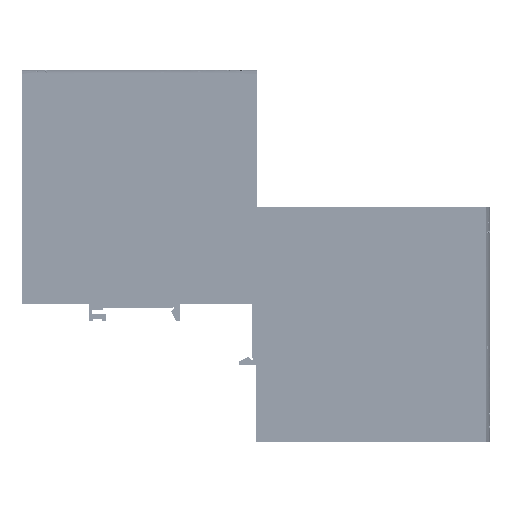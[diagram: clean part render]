
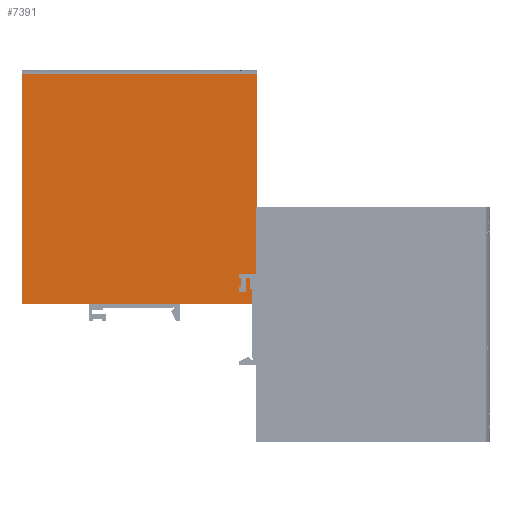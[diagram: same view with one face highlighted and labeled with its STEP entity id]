
A CAD part, left-side view. The second image highlights one B-rep face of the part: STEP entity #7391.
In plain terms, the highlighted planar face has unit normal (-1, 0, 0).
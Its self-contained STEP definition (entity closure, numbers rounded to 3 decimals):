
#7391 = ADVANCED_FACE( '', ( #17709 ), #17710, .T. );
#17709 = FACE_OUTER_BOUND( '', #31537, .T. );
#17710 = PLANE( '', #31538 );
#31537 = EDGE_LOOP( '', ( #56121, #56122, #56123, #56124 ) );
#31538 = AXIS2_PLACEMENT_3D( '', #56125, #56126, #56127 );
#56121 = ORIENTED_EDGE( '', *, *, #84973, .T. );
#56122 = ORIENTED_EDGE( '', *, *, #88426, .T. );
#56123 = ORIENTED_EDGE( '', *, *, #87696, .F. );
#56124 = ORIENTED_EDGE( '', *, *, #91693, .F. );
#56125 = CARTESIAN_POINT( '', ( -28.669, -123.9, -73.769 ) );
#56126 = DIRECTION( '', ( -1., 0., 0. ) );
#56127 = DIRECTION( '', ( 0., 0., 1. ) );
#84973 = EDGE_CURVE( '', #101741, #101749, #101751, .T. );
#87696 = EDGE_CURVE( '', #106518, #106519, #106520, .T. );
#88426 = EDGE_CURVE( '', #101749, #106519, #107725, .T. );
#91693 = EDGE_CURVE( '', #101741, #106518, #112898, .T. );
#101741 = VERTEX_POINT( '', #126782 );
#101749 = VERTEX_POINT( '', #126793 );
#101751 = LINE( '', #126796, #126797 );
#106518 = VERTEX_POINT( '', #135455 );
#106519 = VERTEX_POINT( '', #135456 );
#106520 = LINE( '', #135457, #135458 );
#107725 = LINE( '', #137614, #137615 );
#112898 = LINE( '', #147142, #147143 );
#126782 = CARTESIAN_POINT( '', ( -28.669, -122.422, 51.231 ) );
#126793 = CARTESIAN_POINT( '', ( -28.669, 0.1, 51.231 ) );
#126796 = CARTESIAN_POINT( '', ( -28.669, -123.9, 51.231 ) );
#126797 = VECTOR( '', #166521, 1000. );
#135455 = CARTESIAN_POINT( '', ( -28.669, -122.422, -73.769 ) );
#135456 = CARTESIAN_POINT( '', ( -28.669, 0.1, -73.769 ) );
#135457 = CARTESIAN_POINT( '', ( -28.669, -123.9, -73.769 ) );
#135458 = VECTOR( '', #168838, 1000. );
#137614 = CARTESIAN_POINT( '', ( -28.669, 0.1, 51.231 ) );
#137615 = VECTOR( '', #169435, 1000. );
#147142 = CARTESIAN_POINT( '', ( -28.669, -122.422, -133.027 ) );
#147143 = VECTOR( '', #172340, 1000. );
#166521 = DIRECTION( '', ( 0., 1., 0. ) );
#168838 = DIRECTION( '', ( 0., 1., 0. ) );
#169435 = DIRECTION( '', ( 0., 0., -1. ) );
#172340 = DIRECTION( '', ( 0., 0., -1. ) );
